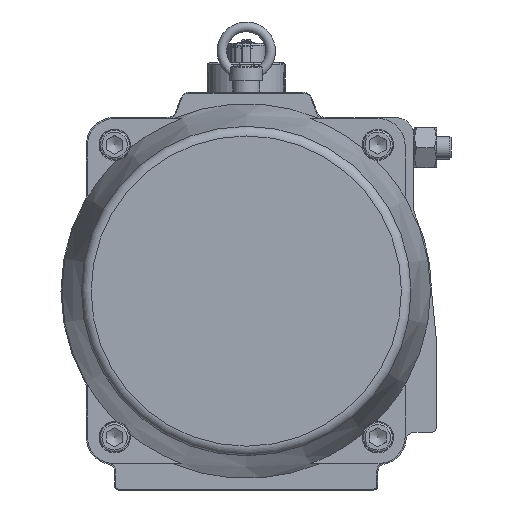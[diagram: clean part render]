
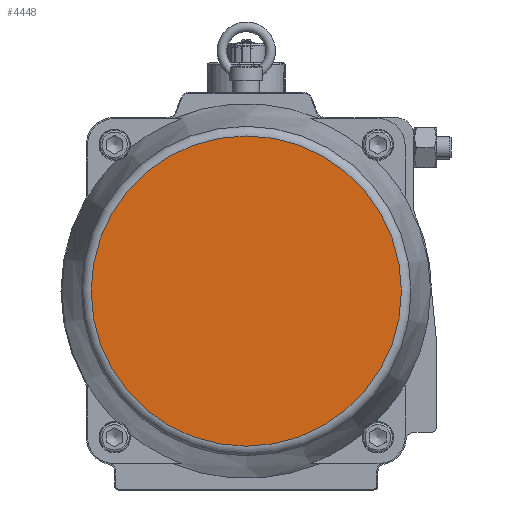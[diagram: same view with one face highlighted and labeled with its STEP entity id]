
A CAD part, front view. The second image highlights one B-rep face of the part: STEP entity #4448.
In plain terms, the highlighted face is planar.
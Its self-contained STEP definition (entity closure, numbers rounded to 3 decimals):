
#4448=ADVANCED_FACE('',(#6085),#5159,.F.);
#5159=PLANE('',#26634);
#6085=FACE_OUTER_BOUND('',#7674,.T.);
#7674=EDGE_LOOP('',(#13664));
#9036=CIRCLE('',#26633,159.108);
#13664=ORIENTED_EDGE('',*,*,#20847,.T.);
#17821=VERTEX_POINT('',#50612);
#20847=EDGE_CURVE('',#17821,#17821,#9036,.T.);
#26633=AXIS2_PLACEMENT_3D('',#50611,#31215,#31216);
#26634=AXIS2_PLACEMENT_3D('',#50613,#31217,#31218);
#31215=DIRECTION('',(0.,1.,0.));
#31216=DIRECTION('',(1.,0.,0.));
#31217=DIRECTION('',(0.,-1.,0.));
#31218=DIRECTION('',(1.,0.,0.));
#50611=CARTESIAN_POINT('',(0.,122.,0.));
#50612=CARTESIAN_POINT('',(159.108,122.,0.));
#50613=CARTESIAN_POINT('',(0.,122.,0.));
